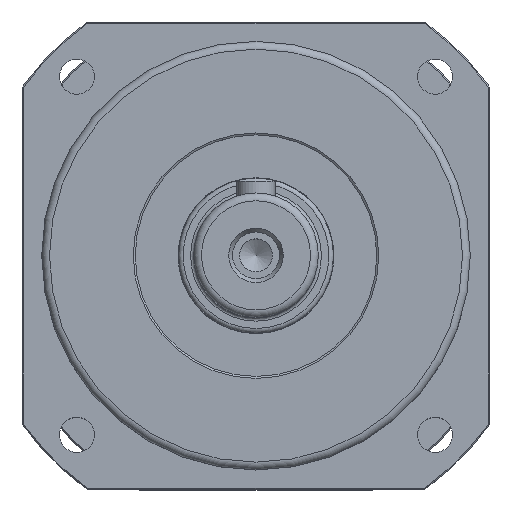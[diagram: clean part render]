
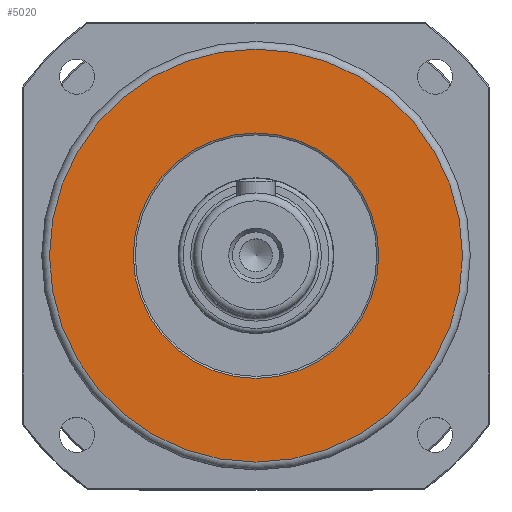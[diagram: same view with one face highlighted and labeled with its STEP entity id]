
A CAD part, top view. The second image highlights one B-rep face of the part: STEP entity #5020.
In plain terms, the highlighted planar face has unit normal (0, 0, 1).
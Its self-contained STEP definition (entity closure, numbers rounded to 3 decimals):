
#3881=CARTESIAN_POINT('',(31.5,0.,12.));
#3882=VERTEX_POINT('',#3881);
#3883=CARTESIAN_POINT('',(0.,0.0,12.));
#3884=DIRECTION('',(0.0,0.0,-1.0));
#3885=DIRECTION('',(1.0,0.0,0.0));
#3886=AXIS2_PLACEMENT_3D('',#3883,#3884,#3885);
#3887=CIRCLE('',#3886,31.5);
#3888=EDGE_CURVE('',#3882,#3882,#3887,.T.);
#3909=CARTESIAN_POINT('',(53.,0.,12.));
#3910=VERTEX_POINT('',#3909);
#3911=CARTESIAN_POINT('',(0.,0.0,12.));
#3912=DIRECTION('',(0.0,0.0,1.0));
#3913=DIRECTION('',(1.0,0.0,0.0));
#3914=AXIS2_PLACEMENT_3D('',#3911,#3912,#3913);
#3915=CIRCLE('',#3914,53.);
#3916=EDGE_CURVE('',#3910,#3910,#3915,.T.);
#5009=CARTESIAN_POINT('',(0.,0.0,12.));
#5010=DIRECTION('',(0.0,0.0,1.0));
#5011=DIRECTION('',(1.0,0.0,0.0));
#5012=AXIS2_PLACEMENT_3D('',#5009,#5010,#5011);
#5013=PLANE('',#5012);
#5014=ORIENTED_EDGE('',*,*,#3916,.T.);
#5015=EDGE_LOOP('',(#5014));
#5016=FACE_OUTER_BOUND('',#5015,.T.);
#5017=ORIENTED_EDGE('',*,*,#3888,.T.);
#5018=EDGE_LOOP('',(#5017));
#5019=FACE_BOUND('',#5018,.T.);
#5020=ADVANCED_FACE('',(#5016,#5019),#5013,.T.);
